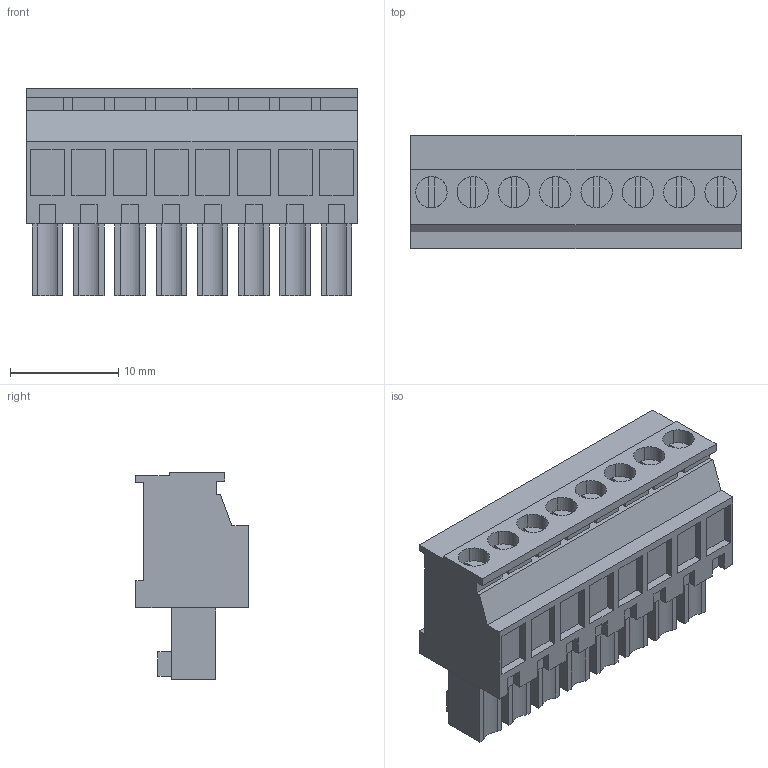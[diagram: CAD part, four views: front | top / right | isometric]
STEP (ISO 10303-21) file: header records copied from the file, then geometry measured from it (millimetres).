
FILE_DESCRIPTION(('CATIA V5 STEP Exchange','CAx-IF Rec.Pracs.--- Model Styling and Organization---1.2---2011-12-15'),'2;1');
FILE_NAME ('D1456413_0_1798170000_1798170000.stp','2017-04-13T06:35:07+00:00',('none'),('Weidmueller'),'CATIA Version 5-6 Release 2014','CATIA V5 STEP AP214','none');
FILE_SCHEMA(('AUTOMOTIVE_DESIGN { 1 0 10303 214 1 1 1 1 }'));
Length unit declared in the file: millimetre
Products named in the file (1): 1798170000
Bounding box: 30.48 x 10.45 x 19.1 mm (x, y, z)
Volume: 3766.2 mm3; surface area: 3073.8 mm2
Topology: 9 solids, 9 shells, 364 faces, 940 edges, 636 vertices
Faces by surface type: plane 304, cylinder 60
Entity records: 10356 total; most frequent: CARTESIAN_POINT 1921, ORIENTED_EDGE 1880, DIRECTION 1402, EDGE_CURVE 940, VECTOR 788, LINE 788, VERTEX_POINT 636, EDGE_LOOP 406
